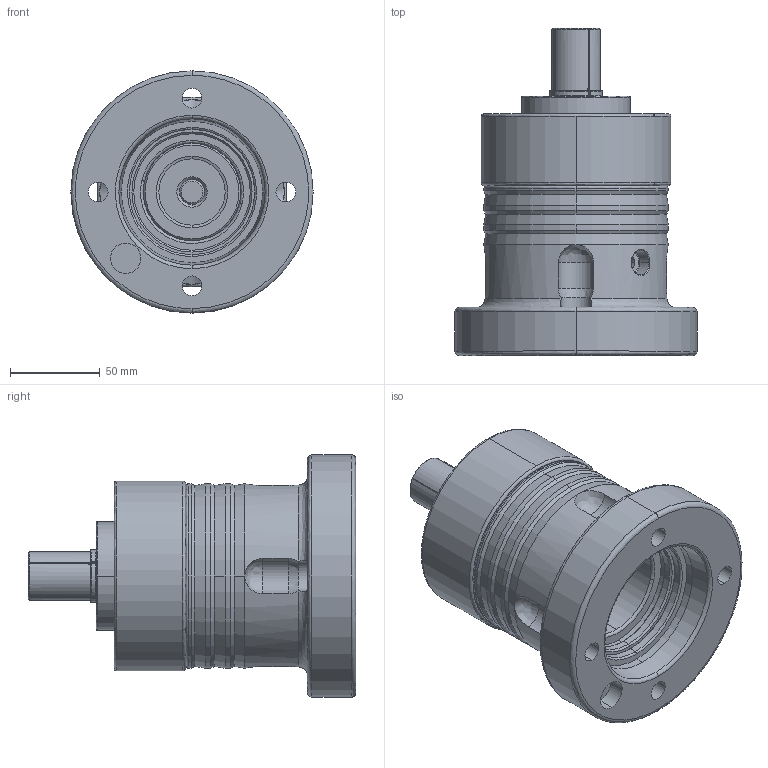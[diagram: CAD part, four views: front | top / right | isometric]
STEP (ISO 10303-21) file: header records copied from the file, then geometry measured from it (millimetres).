
FILE_DESCRIPTION (( 'STEP AP214' ), '1' );
FILE_NAME ('CPC-44I.STEP', '2020-04-27T08:24:16', ( 'COSH' ), ( '' ), 'SwSTEP 2.0', 'SolidWorks 2016', '' );
FILE_SCHEMA (( 'AUTOMOTIVE_DESIGN' ));
Length unit declared in the file: millimetre
Products named in the file (1): CPC-44I
Bounding box: 135.3 x 182.93 x 135.3 mm (x, y, z)
Volume: 1118957.1 mm3; surface area: 231899.3 mm2
Topology: 8 solids, 8 shells, 459 faces, 1145 edges, 729 vertices
Faces by surface type: cylinder 157, plane 137, bspline 87, cone 78
Entity records: 22893 total; most frequent: CARTESIAN_POINT 10725, ORIENTED_EDGE 2282, DIRECTION 2179, EDGE_CURVE 1141, AXIS2_PLACEMENT_3D 879, VERTEX_POINT 729, EDGE_LOOP 520, CIRCLE 506
